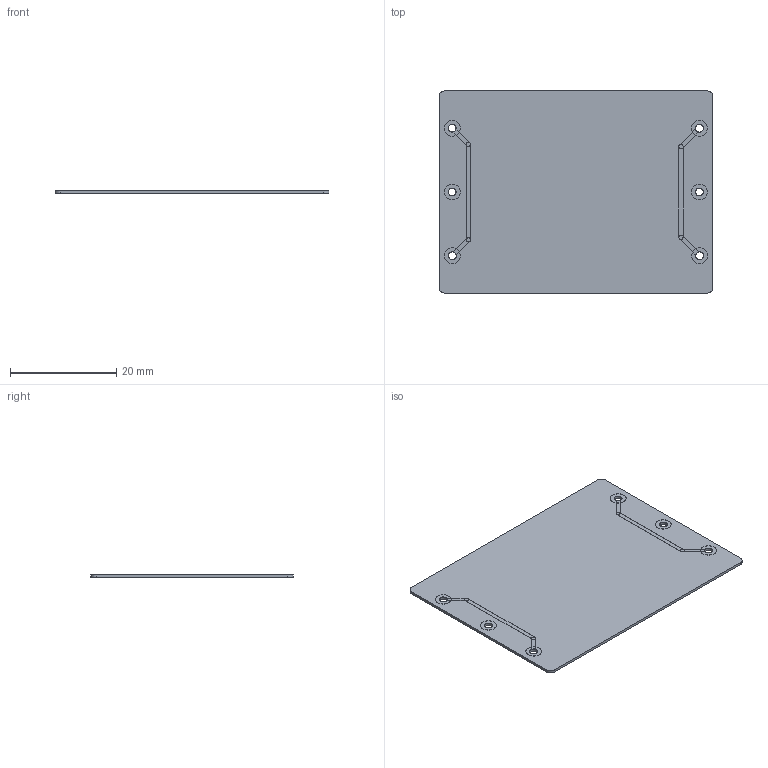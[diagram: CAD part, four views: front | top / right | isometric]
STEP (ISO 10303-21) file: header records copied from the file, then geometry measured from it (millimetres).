
FILE_DESCRIPTION(('KiCad electronic assembly'),'2;1');
FILE_NAME('aaa-adapter.step','2024-08-15T14:31:37',('Pcbnew'),('Kicad'), 'Open CASCADE STEP processor 7.7','KiCad to STEP converter','Unknown' );
FILE_SCHEMA(('AUTOMOTIVE_DESIGN { 1 0 10303 214 1 1 1 1 }'));
Length unit declared in the file: millimetre
Products named in the file (36): aaa-adapter 1; _autosave-aaa-adapter_track_1; _autosave-aaa-adapter_track_2; _autosave-aaa-adapter_track_3; _autosave-aaa-adapter_track_4; _autosave-aaa-adapter_track_5; _autosave-aaa-adapter_track_6; _autosave-aaa-adapter_track_7; _autosave-aaa-adapter_track_8; _autosave-aaa-adapter_track_9; _autosave-aaa-adapter_track_10; _autosave-aaa-adapter_track_11; _autosave-aaa-adapter_track_12; _autosave-aaa-adapter_track_13; _autosave-aaa-adapter_track_14; _autosave-aaa-adapter_pad_1; _autosave-aaa-adapter_pad_2; _autosave-aaa-adapter_pad_3; _autosave-aaa-adapter_pad_4; _autosave-aaa-adapter_pad_5; _autosave-aaa-adapter_pad_6; _autosave-aaa-adapter_pad_7; _autosave-aaa-adapter_pad_8; _autosave-aaa-adapter_pad_9; _autosave-aaa-adapter_pad_10; _autosave-aaa-adapter_pad_11; _autosave-aaa-adapter_pad_12; _autosave-aaa-adapter_pad_13; _autosave-aaa-adapter_pad_14; _autosave-aaa-adapter_pad_15; _autosave-aaa-adapter_pad_16; _autosave-aaa-adapter_pad_17; _autosave-aaa-adapter_pad_18; _autosave-aaa-adapter_pad_19; _autosave-aaa-adapter_pad_20; _autosave-aaa-adapter_PCB
Assembly tree (35 placements, depth 2):
  aaa-adapter 1
    _autosave-aaa-adapter_track_1
    _autosave-aaa-adapter_track_2
    _autosave-aaa-adapter_track_3
    _autosave-aaa-adapter_track_4
    _autosave-aaa-adapter_track_5
    _autosave-aaa-adapter_track_6
    _autosave-aaa-adapter_track_7
    _autosave-aaa-adapter_track_8
    _autosave-aaa-adapter_track_9
    _autosave-aaa-adapter_track_10
    _autosave-aaa-adapter_track_11
    _autosave-aaa-adapter_track_12
    _autosave-aaa-adapter_track_13
    _autosave-aaa-adapter_track_14
    _autosave-aaa-adapter_pad_1
    _autosave-aaa-adapter_pad_2
    _autosave-aaa-adapter_pad_3
    _autosave-aaa-adapter_pad_4
    _autosave-aaa-adapter_pad_5
    _autosave-aaa-adapter_pad_6
    _autosave-aaa-adapter_pad_7
    _autosave-aaa-adapter_pad_8
    _autosave-aaa-adapter_pad_9
    _autosave-aaa-adapter_pad_10
    _autosave-aaa-adapter_pad_11
    _autosave-aaa-adapter_pad_12
    _autosave-aaa-adapter_pad_13
    _autosave-aaa-adapter_pad_14
    _autosave-aaa-adapter_pad_15
    _autosave-aaa-adapter_pad_16
    _autosave-aaa-adapter_pad_17
    _autosave-aaa-adapter_pad_18
    _autosave-aaa-adapter_pad_19
    _autosave-aaa-adapter_pad_20
    _autosave-aaa-adapter_PCB
Bounding box: 51.5 x 38 x 0.57 mm (x, y, z)
Volume: 993.8 mm3; surface area: 5228 mm2
Topology: 35 solids, 35 shells, 240 faces, 510 edges, 340 vertices
Faces by surface type: plane 166, cylinder 74
Full cylindrical faces by diameter (mm): 1.45 x18, 1.5 x12, 3 x12
Entity records: 7412 total; most frequent: DIRECTION 1210, CARTESIAN_POINT 1126, ORIENTED_EDGE 1020, EDGE_CURVE 510, AXIS2_PLACEMENT_3D 424, LINE 362, VECTOR 362, VERTEX_POINT 340
